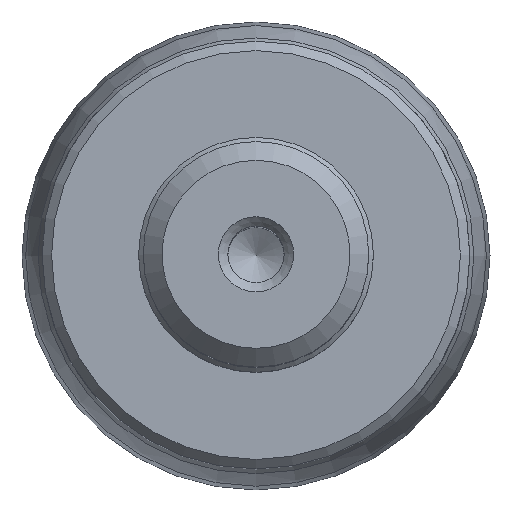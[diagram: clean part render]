
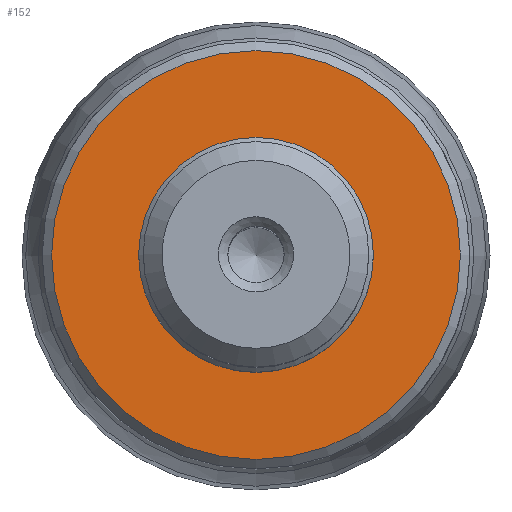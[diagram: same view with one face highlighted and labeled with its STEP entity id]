
A CAD part, top view. The second image highlights one B-rep face of the part: STEP entity #152.
In plain terms, the highlighted planar face has unit normal (0, 0, 1).
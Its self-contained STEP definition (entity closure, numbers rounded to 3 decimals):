
#52=PLANE('',#788);
#152=ADVANCED_FACE('',(#333,#334),#52,.T.);
#333=FACE_BOUND('',#419,.T.);
#334=FACE_BOUND('',#420,.T.);
#419=EDGE_LOOP('',(#529));
#420=EDGE_LOOP('',(#530));
#529=ORIENTED_EDGE('',*,*,#688,.T.);
#530=ORIENTED_EDGE('',*,*,#687,.F.);
#628=VERTEX_POINT('',#1467);
#629=VERTEX_POINT('',#1470);
#687=EDGE_CURVE('',#628,#628,#737,.T.);
#688=EDGE_CURVE('',#629,#629,#738,.T.);
#737=CIRCLE('',#785,6.247);
#738=CIRCLE('',#787,10.875);
#785=AXIS2_PLACEMENT_3D('',#1466,#926,#927);
#787=AXIS2_PLACEMENT_3D('',#1469,#930,#931);
#788=AXIS2_PLACEMENT_3D('',#1471,#932,#933);
#926=DIRECTION('',(0.,0.,1.));
#927=DIRECTION('',(1.,0.,0.));
#930=DIRECTION('',(0.,0.,1.));
#931=DIRECTION('',(1.,0.,0.));
#932=DIRECTION('',(0.,0.,1.));
#933=DIRECTION('',(1.,0.,0.));
#1466=CARTESIAN_POINT('',(0.,0.,0.));
#1467=CARTESIAN_POINT('',(6.247,0.,0.));
#1469=CARTESIAN_POINT('',(0.,0.,0.));
#1470=CARTESIAN_POINT('',(10.875,0.,0.));
#1471=CARTESIAN_POINT('',(6.247,0.,0.));
